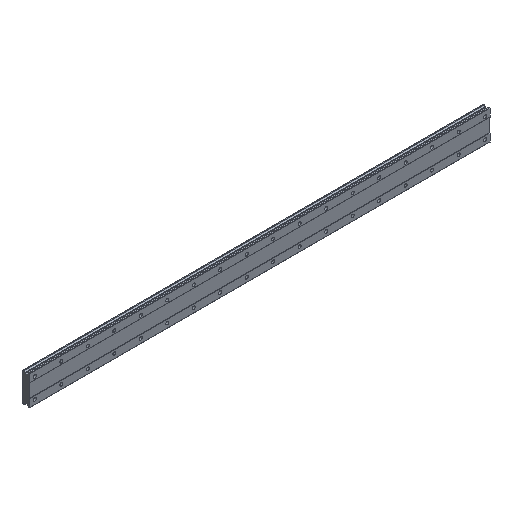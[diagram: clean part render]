
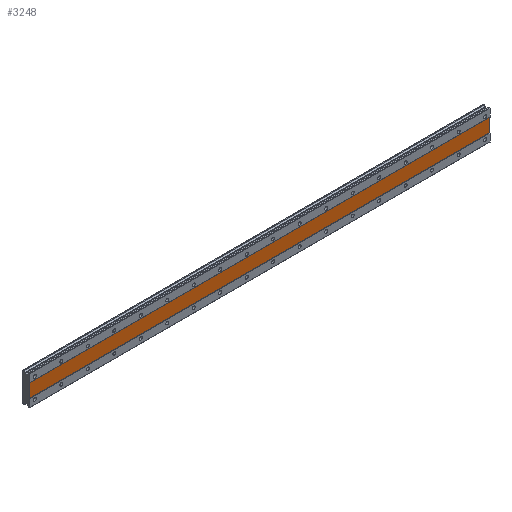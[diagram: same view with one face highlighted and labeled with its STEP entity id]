
A CAD part, isometric view. The second image highlights one B-rep face of the part: STEP entity #3248.
In plain terms, the highlighted planar face has unit normal (0, -1, 0).
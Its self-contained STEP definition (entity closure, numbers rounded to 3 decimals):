
#13 = DIRECTION ( 'NONE',  ( 1., 0., 0. ) ) ;
#61 = VERTEX_POINT ( 'NONE', #5093 ) ;
#389 = CARTESIAN_POINT ( 'NONE',  ( 1375., 1., 20. ) ) ;
#393 = ORIENTED_EDGE ( 'NONE', *, *, #5402, .F. ) ;
#624 = CARTESIAN_POINT ( 'NONE',  ( 1375., 1., 20. ) ) ;
#677 = FACE_OUTER_BOUND ( 'NONE', #5163, .T. ) ;
#724 = CARTESIAN_POINT ( 'NONE',  ( -15., 1., 20. ) ) ;
#877 = VECTOR ( 'NONE', #2337, 1000. ) ;
#1156 = CARTESIAN_POINT ( 'NONE',  ( 1375., 1., 20. ) ) ;
#1206 = DIRECTION ( 'NONE',  ( -1., 0., 0. ) ) ;
#1520 = CARTESIAN_POINT ( 'NONE',  ( -15., 1., 20. ) ) ;
#1580 = ORIENTED_EDGE ( 'NONE', *, *, #2251, .F. ) ;
#1594 = DIRECTION ( 'NONE',  ( 0., 0., 1. ) ) ;
#1763 = LINE ( 'NONE', #724, #877 ) ;
#2109 = LINE ( 'NONE', #624, #2257 ) ;
#2198 = PLANE ( 'NONE',  #5176 ) ;
#2251 = EDGE_CURVE ( 'NONE', #61, #6679, #1763, .T. ) ;
#2257 = VECTOR ( 'NONE', #13, 1000. ) ;
#2337 = DIRECTION ( 'NONE',  ( 0., 0., 1. ) ) ;
#3071 = LINE ( 'NONE', #389, #3272 ) ;
#3248 = ADVANCED_FACE ( 'NONE', ( #677 ), #2198, .F. ) ;
#3272 = VECTOR ( 'NONE', #3611, 1000. ) ;
#3611 = DIRECTION ( 'NONE',  ( 0., 0., -1. ) ) ;
#3641 = CARTESIAN_POINT ( 'NONE',  ( 1375., 1., -20. ) ) ;
#3716 = VECTOR ( 'NONE', #1206, 1000. ) ;
#3774 = LINE ( 'NONE', #3641, #3716 ) ;
#3854 = ORIENTED_EDGE ( 'NONE', *, *, #5245, .F. ) ;
#4391 = CARTESIAN_POINT ( 'NONE',  ( 1375., 1., 20. ) ) ;
#4637 = ORIENTED_EDGE ( 'NONE', *, *, #5793, .F. ) ;
#5083 = VERTEX_POINT ( 'NONE', #4391 ) ;
#5093 = CARTESIAN_POINT ( 'NONE',  ( -15., 1., -20. ) ) ;
#5132 = VERTEX_POINT ( 'NONE', #6670 ) ;
#5163 = EDGE_LOOP ( 'NONE', ( #393, #3854, #4637, #1580 ) ) ;
#5176 = AXIS2_PLACEMENT_3D ( 'NONE', #1156, #5842, #1594 ) ;
#5245 = EDGE_CURVE ( 'NONE', #5083, #5132, #3071, .T. ) ;
#5402 = EDGE_CURVE ( 'NONE', #5132, #61, #3774, .T. ) ;
#5793 = EDGE_CURVE ( 'NONE', #6679, #5083, #2109, .T. ) ;
#5842 = DIRECTION ( 'NONE',  ( 0., 1., 0. ) ) ;
#6670 = CARTESIAN_POINT ( 'NONE',  ( 1375., 1., -20. ) ) ;
#6679 = VERTEX_POINT ( 'NONE', #1520 ) ;
